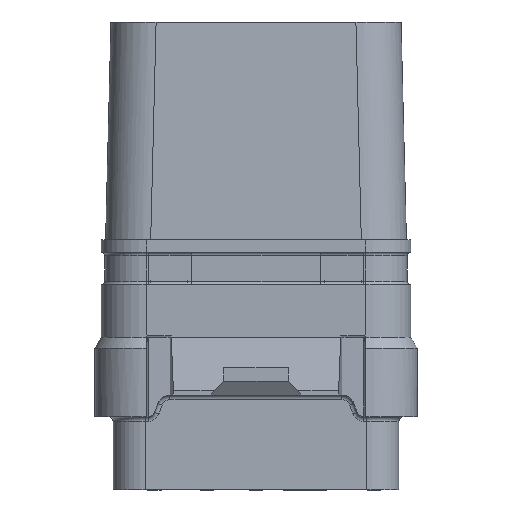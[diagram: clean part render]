
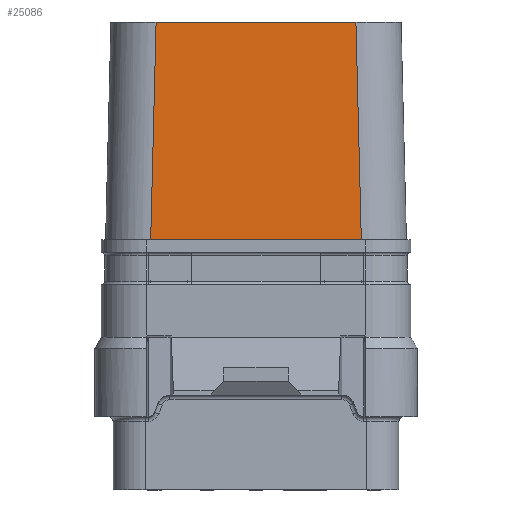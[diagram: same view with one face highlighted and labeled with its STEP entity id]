
A CAD part, front view. The second image highlights one B-rep face of the part: STEP entity #25086.
In plain terms, the highlighted planar face has unit normal (0, -1, 0.025).
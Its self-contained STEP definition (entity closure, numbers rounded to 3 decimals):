
#19=DIRECTION('',(1.,0.,0.));
#20=VECTOR('',#19,9.8);
#21=CARTESIAN_POINT('',(-4.9,-6.,0.));
#22=LINE('',#21,#20);
#144=DIRECTION('',(1.,0.,0.));
#145=VECTOR('',#144,9.3);
#146=CARTESIAN_POINT('',(-4.65,-5.75,10.12));
#147=LINE('',#146,#145);
#1153=DIRECTION('',(0.025,0.025,0.999));
#1154=VECTOR('',#1153,10.126);
#1155=CARTESIAN_POINT('',(-4.9,-6.,0.));
#1156=LINE('',#1155,#1154);
#1157=DIRECTION('',(-0.025,0.025,0.999));
#1158=VECTOR('',#1157,10.126);
#1159=CARTESIAN_POINT('',(4.9,-6.,0.));
#1160=LINE('',#1159,#1158);
#19345=CARTESIAN_POINT('',(-4.65,-5.75,10.12));
#19346=VERTEX_POINT('',#19345);
#19347=CARTESIAN_POINT('',(4.65,-5.75,10.12));
#19348=VERTEX_POINT('',#19347);
#19361=CARTESIAN_POINT('',(-4.9,-6.,0.));
#19362=VERTEX_POINT('',#19361);
#19363=CARTESIAN_POINT('',(4.9,-6.,0.));
#19364=VERTEX_POINT('',#19363);
#25074=CARTESIAN_POINT('',(0.,-5.875,5.06));
#25075=DIRECTION('',(0.,-1.,0.025));
#25076=DIRECTION('',(1.,0.,0.));
#25077=AXIS2_PLACEMENT_3D('',#25074,#25075,#25076);
#25078=PLANE('',#25077);
#25079=ORIENTED_EDGE('',*,*,#24229,.F.);
#25080=ORIENTED_EDGE('',*,*,#25069,.T.);
#25081=ORIENTED_EDGE('',*,*,#24447,.T.);
#25083=ORIENTED_EDGE('',*,*,#25082,.F.);
#25084=EDGE_LOOP('',(#25079,#25080,#25081,#25083));
#25085=FACE_OUTER_BOUND('',#25084,.F.);
#25086=ADVANCED_FACE('',(#25085),#25078,.T.);
#24229=EDGE_CURVE('',#19362,#19364,#22,.T.);
#24447=EDGE_CURVE('',#19346,#19348,#147,.T.);
#25069=EDGE_CURVE('',#19362,#19346,#1156,.T.);
#25082=EDGE_CURVE('',#19364,#19348,#1160,.T.);
